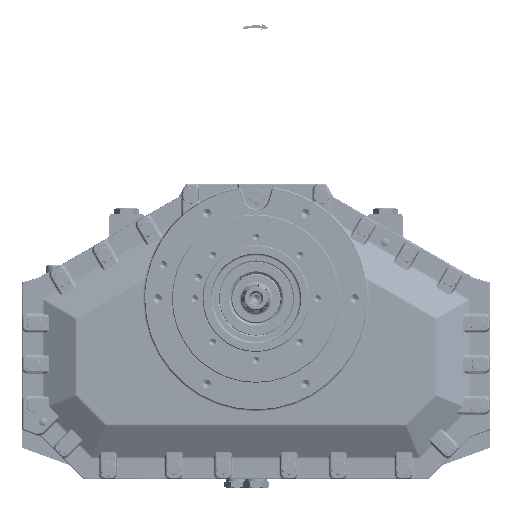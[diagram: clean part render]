
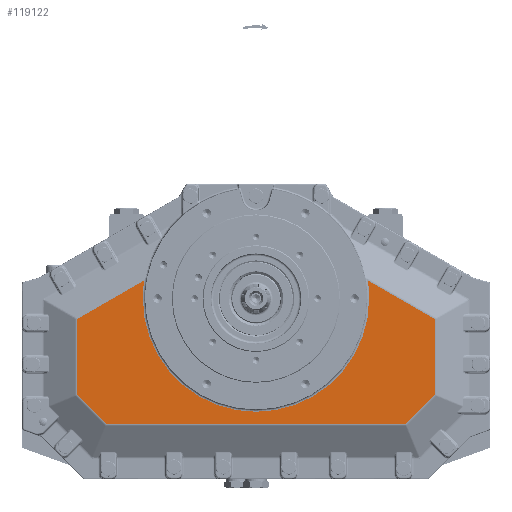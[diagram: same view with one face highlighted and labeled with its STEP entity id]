
A CAD part, top view. The second image highlights one B-rep face of the part: STEP entity #119122.
In plain terms, the highlighted planar face has unit normal (0, 0, 1).
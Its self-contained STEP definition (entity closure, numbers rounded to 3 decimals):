
#24821 = AXIS2_PLACEMENT_3D ( 'NONE', #79715, #79719, #79721 ) ;
#29897 = CARTESIAN_POINT ( 'NONE',  ( 217.823, -24.973, 33. ) ) ;
#29901 = CARTESIAN_POINT ( 'NONE',  ( -136.02, 22.257, 33. ) ) ;
#29906 = CARTESIAN_POINT ( 'NONE',  ( -217.823, -24.973, 33. ) ) ;
#29909 = CARTESIAN_POINT ( 'NONE',  ( -217.823, -117.174, 33. ) ) ;
#29913 = CARTESIAN_POINT ( 'NONE',  ( -182.174, -152.823, 33. ) ) ;
#29917 = CARTESIAN_POINT ( 'NONE',  ( 182.174, -152.823, 33. ) ) ;
#29920 = CARTESIAN_POINT ( 'NONE',  ( 217.823, -117.174, 33. ) ) ;
#38422 = VECTOR ( 'NONE', #79731, 1000. ) ;
#38426 = LINE ( 'NONE', #79727, #38422 ) ;
#38430 = CIRCLE ( 'NONE', #24821, 137.828 ) ;
#38434 = LINE ( 'NONE', #79735, #38437 ) ;
#38437 = VECTOR ( 'NONE', #79738, 1000. ) ;
#38440 = LINE ( 'NONE', #79742, #38443 ) ;
#38443 = VECTOR ( 'NONE', #79746, 1000. ) ;
#38446 = LINE ( 'NONE', #79750, #38450 ) ;
#38450 = VECTOR ( 'NONE', #79753, 1000. ) ;
#38453 = LINE ( 'NONE', #79758, #38455 ) ;
#38455 = VECTOR ( 'NONE', #79761, 1000. ) ;
#38457 = LINE ( 'NONE', #79765, #38459 ) ;
#38459 = VECTOR ( 'NONE', #79766, 1000. ) ;
#38462 = LINE ( 'NONE', #79771, #38464 ) ;
#38464 = VECTOR ( 'NONE', #79773, 1000. ) ;
#79715 = CARTESIAN_POINT ( 'NONE',  ( 0., 0., 33. ) ) ;
#79719 = DIRECTION ( 'NONE',  ( 0., 0., -1. ) ) ;
#79721 = DIRECTION ( 'NONE',  ( 1., 0., 0. ) ) ;
#79727 = CARTESIAN_POINT ( 'NONE',  ( -217.243, -24.638, 33. ) ) ;
#79731 = DIRECTION ( 'NONE',  ( -0.866, -0.5, 0. ) ) ;
#79735 = CARTESIAN_POINT ( 'NONE',  ( 181.694, -152.823, 33. ) ) ;
#79738 = DIRECTION ( 'NONE',  ( 1., 0., 0. ) ) ;
#79742 = CARTESIAN_POINT ( 'NONE',  ( -217.823, -116.694, 33. ) ) ;
#79746 = DIRECTION ( 'NONE',  ( 0., -1., 0. ) ) ;
#79750 = CARTESIAN_POINT ( 'NONE',  ( 131.896, 24.638, 33. ) ) ;
#79753 = DIRECTION ( 'NONE',  ( -0.866, 0.5, 0. ) ) ;
#79758 = CARTESIAN_POINT ( 'NONE',  ( -182.514, -152.483, 33. ) ) ;
#79761 = DIRECTION ( 'NONE',  ( 0.707, -0.707, 0. ) ) ;
#79765 = CARTESIAN_POINT ( 'NONE',  ( 217.483, -117.514, 33. ) ) ;
#79766 = DIRECTION ( 'NONE',  ( 0.707, 0.707, 0. ) ) ;
#79771 = CARTESIAN_POINT ( 'NONE',  ( 217.823, -25.643, 33. ) ) ;
#79773 = DIRECTION ( 'NONE',  ( 0., 1., 0. ) ) ;
#83685 = VERTEX_POINT ( 'NONE', #135277 ) ;
#83687 = VERTEX_POINT ( 'NONE', #135279 ) ;
#83690 = VERTEX_POINT ( 'NONE', #135283 ) ;
#85195 = EDGE_LOOP ( 'NONE', ( #138796, #138800, #138803, #138807, #138810, #138814, #138818, #138822, #138827, #138832 ) ) ;
#99798 = EDGE_CURVE ( 'NONE', #83687, #83685, #158621, .T. ) ;
#99829 = EDGE_CURVE ( 'NONE', #83690, #83687, #158646, .T. ) ;
#105006 = AXIS2_PLACEMENT_3D ( 'NONE', #170807, #170843, #170844 ) ;
#107153 = AXIS2_PLACEMENT_3D ( 'NONE', #165938, #165942, #165945 ) ;
#107209 = AXIS2_PLACEMENT_3D ( 'NONE', #166105, #166110, #166112 ) ;
#119122 = ADVANCED_FACE ( 'NONE', ( #160395 ), #170829, .T. ) ;
#135277 = CARTESIAN_POINT ( 'NONE',  ( -137.828, 0., 33. ) ) ;
#135279 = CARTESIAN_POINT ( 'NONE',  ( 137.828, 0., 33. ) ) ;
#135283 = CARTESIAN_POINT ( 'NONE',  ( 136.02, 22.257, 33. ) ) ;
#138796 = ORIENTED_EDGE ( 'NONE', *, *, #186159, .T. ) ;
#138800 = ORIENTED_EDGE ( 'NONE', *, *, #99829, .T. ) ;
#138803 = ORIENTED_EDGE ( 'NONE', *, *, #99798, .T. ) ;
#138807 = ORIENTED_EDGE ( 'NONE', *, *, #186148, .T. ) ;
#138810 = ORIENTED_EDGE ( 'NONE', *, *, #186152, .T. ) ;
#138814 = ORIENTED_EDGE ( 'NONE', *, *, #186157, .T. ) ;
#138818 = ORIENTED_EDGE ( 'NONE', *, *, #186160, .T. ) ;
#138822 = ORIENTED_EDGE ( 'NONE', *, *, #186155, .T. ) ;
#138827 = ORIENTED_EDGE ( 'NONE', *, *, #186161, .T. ) ;
#138832 = ORIENTED_EDGE ( 'NONE', *, *, #186162, .T. ) ;
#153460 = VERTEX_POINT ( 'NONE', #29897 ) ;
#153462 = VERTEX_POINT ( 'NONE', #29901 ) ;
#153464 = VERTEX_POINT ( 'NONE', #29906 ) ;
#153465 = VERTEX_POINT ( 'NONE', #29909 ) ;
#153466 = VERTEX_POINT ( 'NONE', #29913 ) ;
#153468 = VERTEX_POINT ( 'NONE', #29917 ) ;
#153470 = VERTEX_POINT ( 'NONE', #29920 ) ;
#158621 = CIRCLE ( 'NONE', #107153, 137.828 ) ;
#158646 = CIRCLE ( 'NONE', #107209, 137.828 ) ;
#160395 = FACE_OUTER_BOUND ( 'NONE', #85195, .T. ) ;
#165938 = CARTESIAN_POINT ( 'NONE',  ( 0., 0., 33. ) ) ;
#165942 = DIRECTION ( 'NONE',  ( 0., 0., -1. ) ) ;
#165945 = DIRECTION ( 'NONE',  ( 1., 0., 0. ) ) ;
#166105 = CARTESIAN_POINT ( 'NONE',  ( 0., 0., 33. ) ) ;
#166110 = DIRECTION ( 'NONE',  ( 0., 0., -1. ) ) ;
#166112 = DIRECTION ( 'NONE',  ( 1., 0., 0. ) ) ;
#170807 = CARTESIAN_POINT ( 'NONE',  ( -259., -194., 33. ) ) ;
#170829 = PLANE ( 'NONE',  #105006 ) ;
#170843 = DIRECTION ( 'NONE',  ( 0., 0., 1. ) ) ;
#170844 = DIRECTION ( 'NONE',  ( 1., 0., 0. ) ) ;
#186148 = EDGE_CURVE ( 'NONE', #83685, #153462, #38430, .T. ) ;
#186152 = EDGE_CURVE ( 'NONE', #153462, #153464, #38426, .T. ) ;
#186155 = EDGE_CURVE ( 'NONE', #153466, #153468, #38434, .T. ) ;
#186157 = EDGE_CURVE ( 'NONE', #153464, #153465, #38440, .T. ) ;
#186159 = EDGE_CURVE ( 'NONE', #153460, #83690, #38446, .T. ) ;
#186160 = EDGE_CURVE ( 'NONE', #153465, #153466, #38453, .T. ) ;
#186161 = EDGE_CURVE ( 'NONE', #153468, #153470, #38457, .T. ) ;
#186162 = EDGE_CURVE ( 'NONE', #153470, #153460, #38462, .T. ) ;
